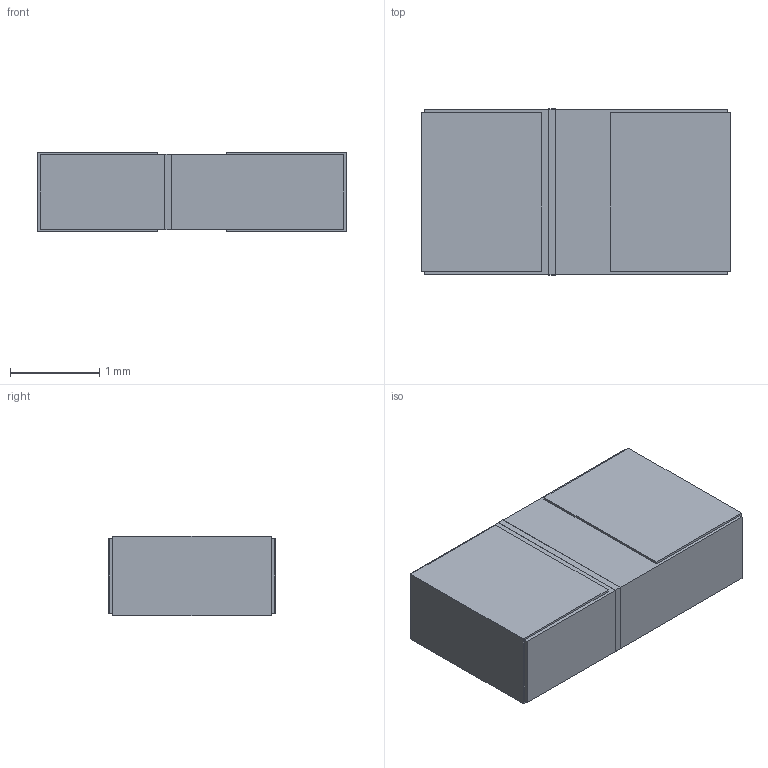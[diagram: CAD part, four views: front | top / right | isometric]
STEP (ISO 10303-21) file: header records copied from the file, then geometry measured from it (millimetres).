
FILE_DESCRIPTION(('FreeCAD Model'),'2;1');
FILE_NAME('Fusion.step','2018-02-26T15:09:46',('kicad StepUp'),('ksu MCAD'), 'Open CASCADE STEP processor 6.8','FreeCAD','Unknown');
FILE_SCHEMA(('AUTOMOTIVE_DESIGN_CC2 { 1 2 10303 214 -1 1 5 4 }'));
Length unit declared in the file: millimetre
Products named in the file (1): Fusion
Bounding box: 3.45 x 1.86 x 0.89 mm (x, y, z)
Surface area: 41.3 mm2 (no closed solid volume)
Topology: 0 solids, 6 shells, 47 faces, 98 edges, 56 vertices
Faces by surface type: plane 47
Entity records: 1551 total; most frequent: ORIENTED_EDGE 222, CARTESIAN_POINT 202, DIRECTION 194, EDGE_CURVE 98, LINE 98, VECTOR 98, VERTEX_POINT 56, AXIS2_PLACEMENT_3D 48
